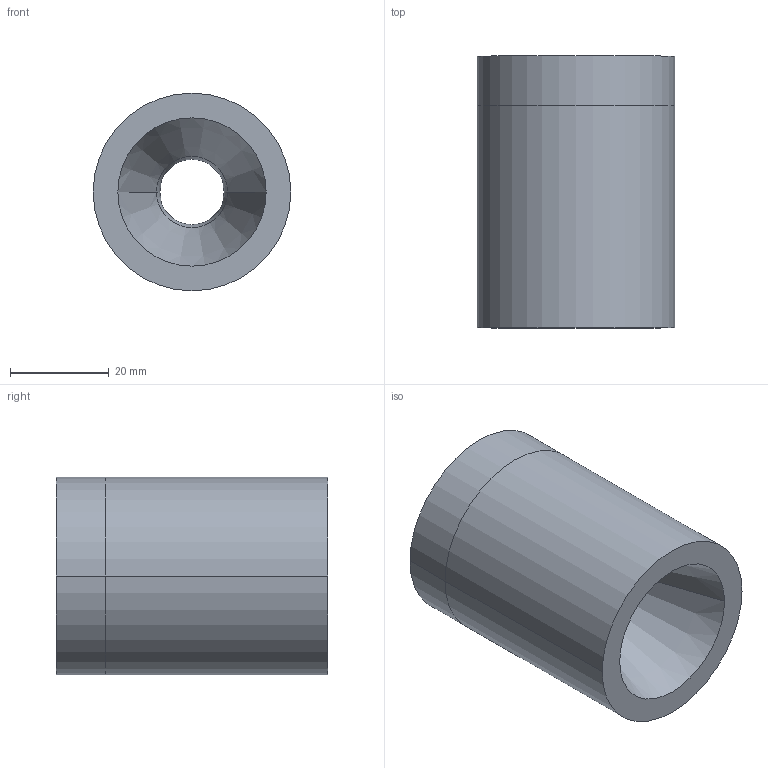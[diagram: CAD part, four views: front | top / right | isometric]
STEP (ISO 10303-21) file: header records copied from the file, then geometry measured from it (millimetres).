
FILE_DESCRIPTION((''),'2;1');
FILE_NAME('MRLM-S-T3-NOZZLE','2024-07-30T15:10:46',('ZCM'),(''),'CREO PARAMETRIC BY PTC INC, 2023073','CREO PARAMETRIC BY PTC INC, 2023073','');
FILE_SCHEMA(('CONFIG_CONTROL_DESIGN'));
Length unit declared in the file: millimetre
Products named in the file (1): MRLM-S-T3-NOZZLE
Bounding box: 40 x 55 x 40 mm (x, y, z)
Volume: 45226.3 mm3; surface area: 12141.9 mm2
Topology: 1 solids, 1 shells, 19 faces, 38 edges, 22 vertices
Faces by surface type: cylinder 8, cone 4, plane 3, torus 2, bspline 2
Entity records: 586 total; most frequent: CARTESIAN_POINT 133, DIRECTION 98, ORIENTED_EDGE 76, AXIS2_PLACEMENT_3D 43, EDGE_CURVE 38, CIRCLE 26, VERTEX_POINT 22, EDGE_LOOP 22
